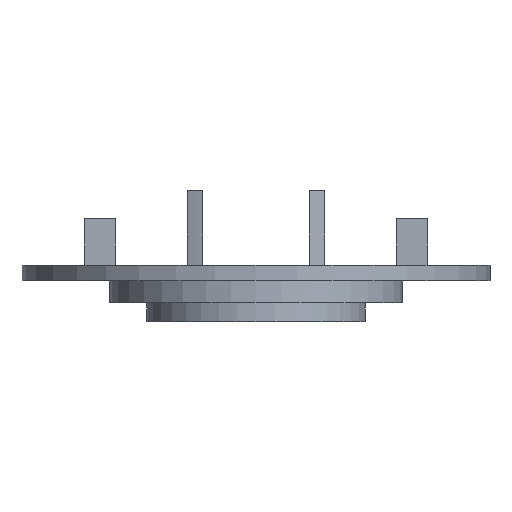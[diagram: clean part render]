
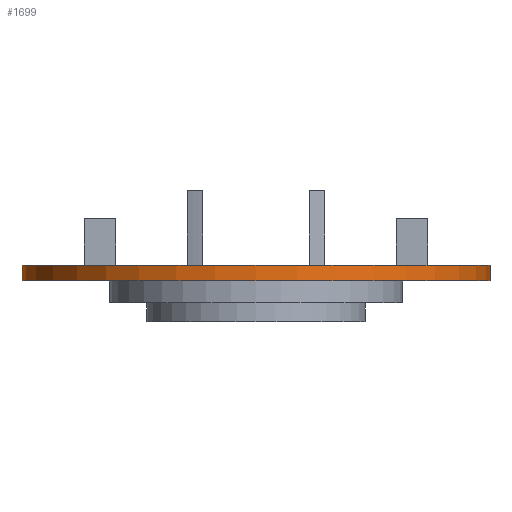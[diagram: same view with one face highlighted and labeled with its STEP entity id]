
A CAD part, front view. The second image highlights one B-rep face of the part: STEP entity #1699.
In plain terms, the highlighted cylindrical face has radius 75 mm (diameter 150 mm), a full revolution.
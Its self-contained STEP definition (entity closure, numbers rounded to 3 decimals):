
#320 = PLANE('',#321);
#321 = AXIS2_PLACEMENT_3D('',#322,#323,#324);
#322 = CARTESIAN_POINT('',(0.,0.,18.));
#323 = DIRECTION('',(0.,0.,-1.));
#324 = DIRECTION('',(1.,0.,0.));
#538 = EDGE_CURVE('',#539,#539,#541,.T.);
#539 = VERTEX_POINT('',#540);
#540 = CARTESIAN_POINT('',(75.,0.,18.));
#541 = SURFACE_CURVE('',#542,(#547,#554),.PCURVE_S1.);
#542 = CIRCLE('',#543,75.);
#543 = AXIS2_PLACEMENT_3D('',#544,#545,#546);
#544 = CARTESIAN_POINT('',(0.,0.,18.));
#545 = DIRECTION('',(0.,0.,-1.));
#546 = DIRECTION('',(1.,0.,0.));
#547 = PCURVE('',#320,#548);
#548 = DEFINITIONAL_REPRESENTATION('',(#549),#553);
#549 = CIRCLE('',#550,75.);
#550 = AXIS2_PLACEMENT_2D('',#551,#552);
#551 = CARTESIAN_POINT('',(0.,0.));
#552 = DIRECTION('',(1.,0.));
#553 = ( GEOMETRIC_REPRESENTATION_CONTEXT(2) 
PARAMETRIC_REPRESENTATION_CONTEXT() REPRESENTATION_CONTEXT('2D SPACE',''
  ) );
#554 = PCURVE('',#555,#560);
#555 = CYLINDRICAL_SURFACE('',#556,75.);
#556 = AXIS2_PLACEMENT_3D('',#557,#558,#559);
#557 = CARTESIAN_POINT('',(0.,0.,13.));
#558 = DIRECTION('',(0.,0.,1.));
#559 = DIRECTION('',(1.,0.,0.));
#560 = DEFINITIONAL_REPRESENTATION('',(#561),#565);
#561 = LINE('',#562,#563);
#562 = CARTESIAN_POINT('',(-0.,5.));
#563 = VECTOR('',#564,1.);
#564 = DIRECTION('',(-1.,0.));
#565 = ( GEOMETRIC_REPRESENTATION_CONTEXT(2) 
PARAMETRIC_REPRESENTATION_CONTEXT() REPRESENTATION_CONTEXT('2D SPACE',''
  ) );
#1660 = PLANE('',#1661);
#1661 = AXIS2_PLACEMENT_3D('',#1662,#1663,#1664);
#1662 = CARTESIAN_POINT('',(0.,0.,13.));
#1663 = DIRECTION('',(0.,0.,-1.));
#1664 = DIRECTION('',(1.,0.,0.));
#1699 = ADVANCED_FACE('',(#1700),#555,.T.);
#1700 = FACE_BOUND('',#1701,.F.);
#1701 = EDGE_LOOP('',(#1702,#1726,#1747,#1748));
#1702 = ORIENTED_EDGE('',*,*,#1703,.T.);
#1703 = EDGE_CURVE('',#1704,#1704,#1706,.T.);
#1704 = VERTEX_POINT('',#1705);
#1705 = CARTESIAN_POINT('',(75.,0.,13.));
#1706 = SURFACE_CURVE('',#1707,(#1712,#1719),.PCURVE_S1.);
#1707 = CIRCLE('',#1708,75.);
#1708 = AXIS2_PLACEMENT_3D('',#1709,#1710,#1711);
#1709 = CARTESIAN_POINT('',(0.,0.,13.));
#1710 = DIRECTION('',(0.,0.,-1.));
#1711 = DIRECTION('',(1.,0.,0.));
#1712 = PCURVE('',#555,#1713);
#1713 = DEFINITIONAL_REPRESENTATION('',(#1714),#1718);
#1714 = LINE('',#1715,#1716);
#1715 = CARTESIAN_POINT('',(-0.,0.));
#1716 = VECTOR('',#1717,1.);
#1717 = DIRECTION('',(-1.,0.));
#1718 = ( GEOMETRIC_REPRESENTATION_CONTEXT(2) 
PARAMETRIC_REPRESENTATION_CONTEXT() REPRESENTATION_CONTEXT('2D SPACE',''
  ) );
#1719 = PCURVE('',#1660,#1720);
#1720 = DEFINITIONAL_REPRESENTATION('',(#1721),#1725);
#1721 = CIRCLE('',#1722,75.);
#1722 = AXIS2_PLACEMENT_2D('',#1723,#1724);
#1723 = CARTESIAN_POINT('',(0.,0.));
#1724 = DIRECTION('',(1.,-0.));
#1725 = ( GEOMETRIC_REPRESENTATION_CONTEXT(2) 
PARAMETRIC_REPRESENTATION_CONTEXT() REPRESENTATION_CONTEXT('2D SPACE',''
  ) );
#1726 = ORIENTED_EDGE('',*,*,#1727,.T.);
#1727 = EDGE_CURVE('',#1704,#539,#1728,.T.);
#1728 = SEAM_CURVE('',#1729,(#1733,#1740),.PCURVE_S1.);
#1729 = LINE('',#1730,#1731);
#1730 = CARTESIAN_POINT('',(75.,0.,13.));
#1731 = VECTOR('',#1732,1.);
#1732 = DIRECTION('',(0.,0.,1.));
#1733 = PCURVE('',#555,#1734);
#1734 = DEFINITIONAL_REPRESENTATION('',(#1735),#1739);
#1735 = LINE('',#1736,#1737);
#1736 = CARTESIAN_POINT('',(-0.,0.));
#1737 = VECTOR('',#1738,1.);
#1738 = DIRECTION('',(-0.,1.));
#1739 = ( GEOMETRIC_REPRESENTATION_CONTEXT(2) 
PARAMETRIC_REPRESENTATION_CONTEXT() REPRESENTATION_CONTEXT('2D SPACE',''
  ) );
#1740 = PCURVE('',#555,#1741);
#1741 = DEFINITIONAL_REPRESENTATION('',(#1742),#1746);
#1742 = LINE('',#1743,#1744);
#1743 = CARTESIAN_POINT('',(-6.283,0.));
#1744 = VECTOR('',#1745,1.);
#1745 = DIRECTION('',(-0.,1.));
#1746 = ( GEOMETRIC_REPRESENTATION_CONTEXT(2) 
PARAMETRIC_REPRESENTATION_CONTEXT() REPRESENTATION_CONTEXT('2D SPACE',''
  ) );
#1747 = ORIENTED_EDGE('',*,*,#538,.F.);
#1748 = ORIENTED_EDGE('',*,*,#1727,.F.);
